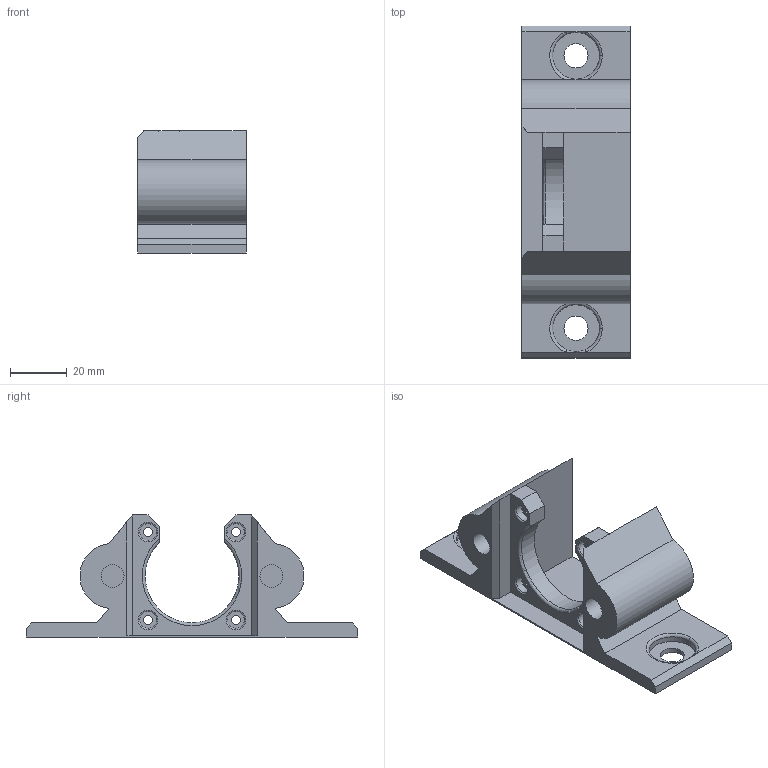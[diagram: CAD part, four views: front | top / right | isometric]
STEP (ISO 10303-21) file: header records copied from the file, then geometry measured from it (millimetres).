
FILE_DESCRIPTION(('FreeCAD Model'),'2;1');
FILE_NAME( 'x-mount-right.step', '2020-03-23T17:32:11',('Author'),(''), 'Open CASCADE STEP processor 7.3','FreeCAD','Unknown');
FILE_SCHEMA(('AUTOMOTIVE_DESIGN { 1 0 10303 214 1 1 1 1 }'));
Length unit declared in the file: millimetre
Products named in the file (1): x-mount-right
Bounding box: 38.1 x 117 x 43 mm (x, y, z)
Volume: 52234.8 mm3; surface area: 20600.5 mm2
Topology: 1 solids, 1 shells, 69 faces, 171 edges, 110 vertices
Faces by surface type: plane 41, cylinder 17, torus 9, bspline 2
Full cylindrical faces by diameter (mm): 3.2 x4, 6 x4, 8.1 x2, 8.5 x2, 16.5 x2
Entity records: 4663 total; most frequent: CARTESIAN_POINT 1135, DIRECTION 671, LINE 404, VECTOR 404, ORIENTED_EDGE 342, PCURVE 342, DEFINITIONAL_REPRESENTATION 342, EDGE_CURVE 171
